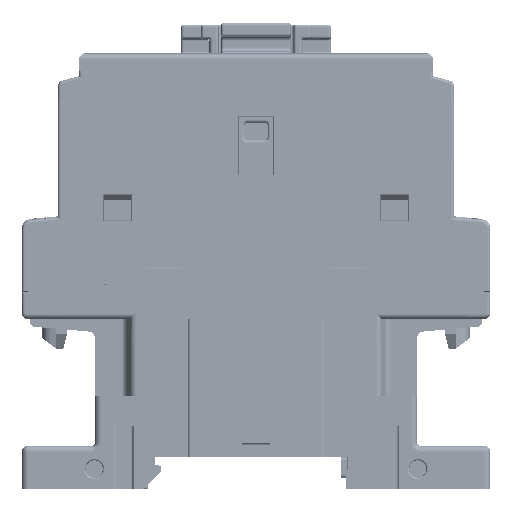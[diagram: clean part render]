
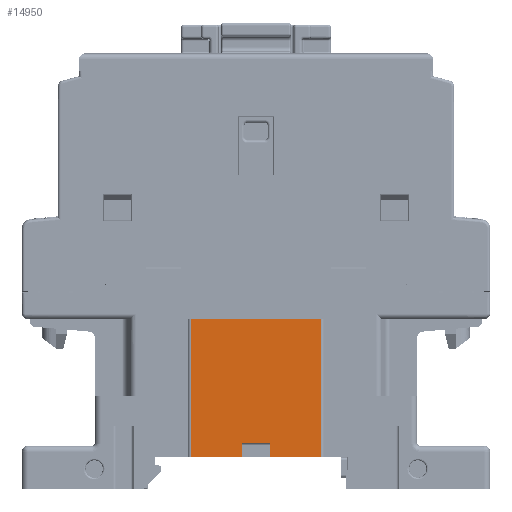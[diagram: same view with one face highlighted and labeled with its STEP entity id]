
A CAD part, left-side view. The second image highlights one B-rep face of the part: STEP entity #14950.
In plain terms, the highlighted planar face has unit normal (-1, 0, 0).
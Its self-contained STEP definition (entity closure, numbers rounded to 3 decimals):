
#14950=ADVANCED_FACE('',(#22982),#18777,.F.);
#18777=PLANE('',#144523);
#22982=FACE_OUTER_BOUND('',#28663,.T.);
#28663=EDGE_LOOP('',(#50270,#50271,#50272,#50273,#50274,#50275,#50276,#50277));
#50270=ORIENTED_EDGE('',*,*,#96579,.F.);
#50271=ORIENTED_EDGE('',*,*,#96580,.F.);
#50272=ORIENTED_EDGE('',*,*,#96576,.F.);
#50273=ORIENTED_EDGE('',*,*,#96034,.F.);
#50274=ORIENTED_EDGE('',*,*,#96284,.T.);
#50275=ORIENTED_EDGE('',*,*,#96278,.T.);
#50276=ORIENTED_EDGE('',*,*,#96283,.T.);
#50277=ORIENTED_EDGE('',*,*,#96018,.F.);
#75355=VERTEX_POINT('',#226683);
#75356=VERTEX_POINT('',#226685);
#75371=VERTEX_POINT('',#226715);
#75372=VERTEX_POINT('',#226717);
#75580=VERTEX_POINT('',#227222);
#75581=VERTEX_POINT('',#227223);
#75779=VERTEX_POINT('',#227809);
#75781=VERTEX_POINT('',#227815);
#96018=EDGE_CURVE('',#75355,#75356,#114495,.T.);
#96034=EDGE_CURVE('',#75371,#75372,#114507,.T.);
#96278=EDGE_CURVE('',#75580,#75581,#114693,.T.);
#96283=EDGE_CURVE('',#75581,#75356,#114698,.T.);
#96284=EDGE_CURVE('',#75371,#75580,#114699,.T.);
#96576=EDGE_CURVE('',#75372,#75779,#114914,.T.);
#96579=EDGE_CURVE('',#75781,#75355,#114916,.T.);
#96580=EDGE_CURVE('',#75779,#75781,#114917,.T.);
#114495=LINE('',#226684,#130309);
#114507=LINE('',#226716,#130321);
#114693=LINE('',#227221,#130507);
#114698=LINE('',#227231,#130512);
#114699=LINE('',#227233,#130513);
#114914=LINE('',#227808,#130728);
#114916=LINE('',#227814,#130730);
#114917=LINE('',#227816,#130731);
#130309=VECTOR('',#171044,1.);
#130321=VECTOR('',#171064,1.);
#130507=VECTOR('',#171436,1.);
#130512=VECTOR('',#171443,1.);
#130513=VECTOR('',#171446,1.);
#130728=VECTOR('',#171991,1.);
#130730=VECTOR('',#171997,1.);
#130731=VECTOR('',#171998,1.);
#144523=AXIS2_PLACEMENT_3D('',#227817,#171999,#172000);
#171044=DIRECTION('',(0.,1.,0.));
#171064=DIRECTION('',(0.,1.,0.));
#171436=DIRECTION('',(0.,-1.,0.));
#171443=DIRECTION('',(0.,0.,-1.));
#171446=DIRECTION('',(0.,0.,1.));
#171991=DIRECTION('',(0.,0.,1.));
#171997=DIRECTION('',(0.,0.,-1.));
#171998=DIRECTION('',(0.,-1.,0.));
#171999=DIRECTION('',(1.,0.,0.));
#172000=DIRECTION('',(0.,0.,1.));
#226683=CARTESIAN_POINT('',(-21.4,-11.3,5.5));
#226684=CARTESIAN_POINT('',(-21.4,14.65,5.5));
#226685=CARTESIAN_POINT('',(-21.4,-2.5,5.5));
#226715=CARTESIAN_POINT('',(-21.4,2.5,5.5));
#226716=CARTESIAN_POINT('',(-21.4,14.65,5.5));
#226717=CARTESIAN_POINT('',(-21.4,11.3,5.5));
#227221=CARTESIAN_POINT('',(-21.4,5.9,8.));
#227222=CARTESIAN_POINT('',(-21.4,2.5,8.));
#227223=CARTESIAN_POINT('',(-21.4,-2.5,8.));
#227231=CARTESIAN_POINT('',(-21.4,-2.5,5.5));
#227233=CARTESIAN_POINT('',(-21.4,2.5,5.5));
#227808=CARTESIAN_POINT('',(-21.4,11.3,5.5));
#227809=CARTESIAN_POINT('',(-21.4,11.3,29.5));
#227814=CARTESIAN_POINT('',(-21.4,-11.3,5.5));
#227815=CARTESIAN_POINT('',(-21.4,-11.3,29.5));
#227816=CARTESIAN_POINT('',(-21.4,11.8,29.5));
#227817=CARTESIAN_POINT('',(-21.4,11.8,5.5));
